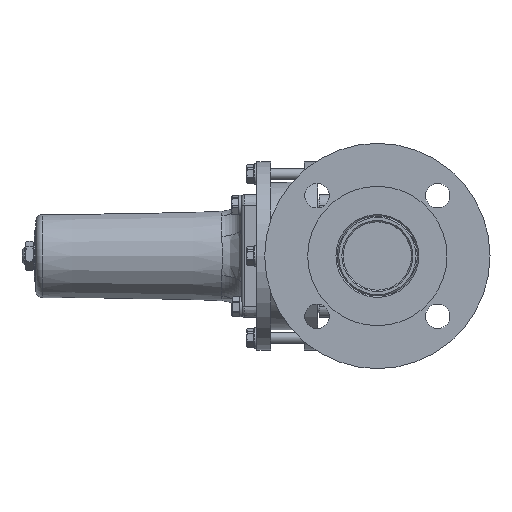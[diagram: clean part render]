
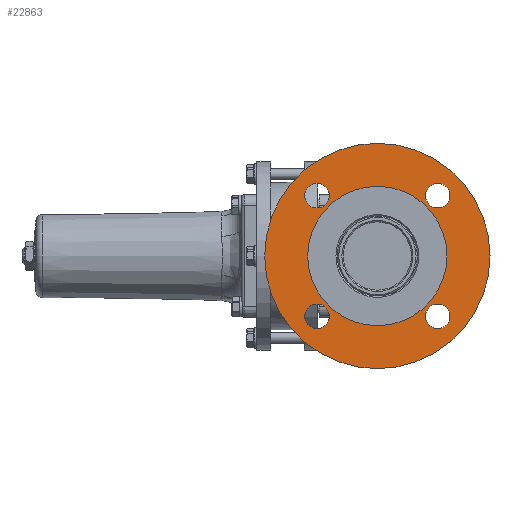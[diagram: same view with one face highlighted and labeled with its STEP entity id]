
A CAD part, left-side view. The second image highlights one B-rep face of the part: STEP entity #22863.
In plain terms, the highlighted planar face has unit normal (-1, 0, 0).
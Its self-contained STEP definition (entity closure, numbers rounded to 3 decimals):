
#2811=FACE_BOUND('',#6681,.T.);
#2812=FACE_BOUND('',#6682,.T.);
#2813=FACE_BOUND('',#6683,.T.);
#2814=FACE_BOUND('',#6684,.T.);
#2815=FACE_BOUND('',#6685,.T.);
#2939=PLANE('',#24531);
#5111=FACE_OUTER_BOUND('',#6680,.T.);
#6680=EDGE_LOOP('',(#15614));
#6681=EDGE_LOOP('',(#15615));
#6682=EDGE_LOOP('',(#15616));
#6683=EDGE_LOOP('',(#15617));
#6684=EDGE_LOOP('',(#15618));
#6685=EDGE_LOOP('',(#15619));
#8336=CIRCLE('',#24456,9.);
#8338=CIRCLE('',#24459,9.);
#8340=CIRCLE('',#24462,9.);
#8342=CIRCLE('',#24465,9.);
#8345=CIRCLE('',#24469,82.5);
#8384=CIRCLE('',#24530,51.);
#9480=VERTEX_POINT('',#33872);
#9482=VERTEX_POINT('',#33878);
#9484=VERTEX_POINT('',#33884);
#9486=VERTEX_POINT('',#33890);
#9489=VERTEX_POINT('',#33898);
#9532=VERTEX_POINT('',#34057);
#11745=EDGE_CURVE('',#9480,#9480,#8336,.T.);
#11748=EDGE_CURVE('',#9482,#9482,#8338,.T.);
#11751=EDGE_CURVE('',#9484,#9484,#8340,.T.);
#11754=EDGE_CURVE('',#9486,#9486,#8342,.T.);
#11759=EDGE_CURVE('',#9489,#9489,#8345,.T.);
#11812=EDGE_CURVE('',#9532,#9532,#8384,.T.);
#15614=ORIENTED_EDGE('',*,*,#11759,.F.);
#15615=ORIENTED_EDGE('',*,*,#11745,.T.);
#15616=ORIENTED_EDGE('',*,*,#11748,.T.);
#15617=ORIENTED_EDGE('',*,*,#11751,.T.);
#15618=ORIENTED_EDGE('',*,*,#11754,.T.);
#15619=ORIENTED_EDGE('',*,*,#11812,.T.);
#22863=ADVANCED_FACE('',(#5111,#2811,#2812,#2813,#2814,#2815),#2939,.T.);
#24456=AXIS2_PLACEMENT_3D('',#33873,#26731,#26732);
#24459=AXIS2_PLACEMENT_3D('',#33879,#26738,#26739);
#24462=AXIS2_PLACEMENT_3D('',#33885,#26745,#26746);
#24465=AXIS2_PLACEMENT_3D('',#33891,#26752,#26753);
#24469=AXIS2_PLACEMENT_3D('',#33900,#26762,#26763);
#24530=AXIS2_PLACEMENT_3D('',#34058,#26890,#26891);
#24531=AXIS2_PLACEMENT_3D('',#34060,#26893,#26894);
#26731=DIRECTION('center_axis',(1.,0.,0.));
#26732=DIRECTION('ref_axis',(0.,-1.,0.));
#26738=DIRECTION('center_axis',(1.,0.,0.));
#26739=DIRECTION('ref_axis',(0.,0.,
1.));
#26745=DIRECTION('center_axis',(1.,0.,0.));
#26746=DIRECTION('ref_axis',(0.,1.,0.));
#26752=DIRECTION('center_axis',(1.,0.,0.));
#26753=DIRECTION('ref_axis',(0.,0.,
-1.));
#26762=DIRECTION('center_axis',(1.,0.,0.));
#26763=DIRECTION('ref_axis',(0.,1.,0.));
#26890=DIRECTION('center_axis',(1.,0.,0.));
#26891=DIRECTION('ref_axis',(0.,1.,0.));
#26893=DIRECTION('center_axis',(-1.,0.,0.));
#26894=DIRECTION('ref_axis',(0.,0.,
1.));
#33872=CARTESIAN_POINT('',(-112.,53.194,-44.194));
#33873=CARTESIAN_POINT('Origin',(-112.,44.194,-44.194));
#33878=CARTESIAN_POINT('',(-112.,-44.194,-53.194));
#33879=CARTESIAN_POINT('Origin',(-112.,-44.194,-44.194));
#33884=CARTESIAN_POINT('',(-112.,-53.194,44.194));
#33885=CARTESIAN_POINT('Origin',(-112.,-44.194,44.194));
#33890=CARTESIAN_POINT('',(-112.,44.194,53.194));
#33891=CARTESIAN_POINT('Origin',(-112.,44.194,44.194));
#33898=CARTESIAN_POINT('',(-112.,-82.5,0.));
#33900=CARTESIAN_POINT('Origin',(-112.,0.,0.));
#34057=CARTESIAN_POINT('',(-112.,-51.,0.));
#34058=CARTESIAN_POINT('Origin',(-112.,0.,0.));
#34060=CARTESIAN_POINT('Origin',(-112.,66.75,0.));
